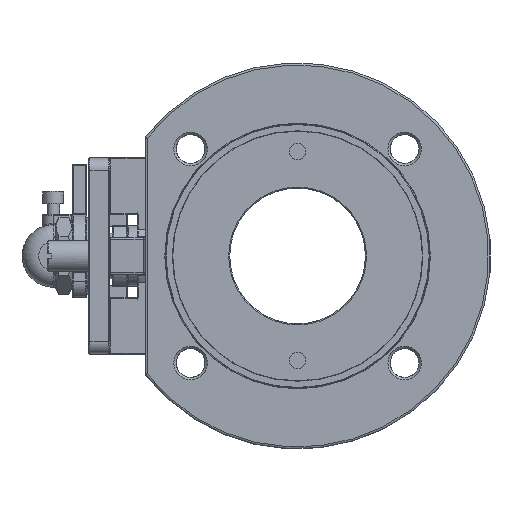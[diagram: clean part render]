
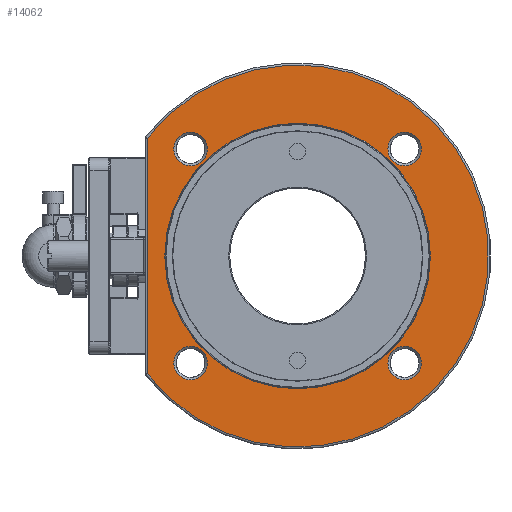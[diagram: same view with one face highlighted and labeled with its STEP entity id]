
A CAD part, left-side view. The second image highlights one B-rep face of the part: STEP entity #14062.
In plain terms, the highlighted planar face has unit normal (-1, 0, 0).
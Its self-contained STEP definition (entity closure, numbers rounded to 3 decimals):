
#1115 = CIRCLE ( 'NONE', #47052, 8. ) ;
#1334 = FACE_BOUND ( 'NONE', #54776, .T. ) ;
#2132 = CARTESIAN_POINT ( 'NONE',  ( -52.5, 72., 56.465 ) ) ;
#2813 = EDGE_CURVE ( 'NONE', #36581, #23782, #54691, .T. ) ;
#3461 = DIRECTION ( 'NONE',  ( 1., 0., 0. ) ) ;
#3954 = CARTESIAN_POINT ( 'NONE',  ( -52.5, -51.265, -43.265 ) ) ;
#6267 = CARTESIAN_POINT ( 'NONE',  ( -52.5, 0., 63.609 ) ) ;
#8027 = DIRECTION ( 'NONE',  ( 0., 0., 1. ) ) ;
#8557 = DIRECTION ( 'NONE',  ( 1., 0., 0. ) ) ;
#9668 = FACE_BOUND ( 'NONE', #41662, .T. ) ;
#10181 = CARTESIAN_POINT ( 'NONE',  ( -52.5, -51.265, 51.265 ) ) ;
#11322 = AXIS2_PLACEMENT_3D ( 'NONE', #13140, #8557, #20923 ) ;
#11818 = EDGE_CURVE ( 'NONE', #44819, #44819, #43065, .T. ) ;
#13140 = CARTESIAN_POINT ( 'NONE',  ( -52.5, -51.265, -51.265 ) ) ;
#14062 = ADVANCED_FACE ( 'NONE', ( #9668, #18578, #53401, #1334, #18890, #53980 ), #14556, .T. ) ;
#14280 = DIRECTION ( 'NONE',  ( 0., 0., 1. ) ) ;
#14323 = DIRECTION ( 'NONE',  ( 0., 0., 1. ) ) ;
#14489 = EDGE_LOOP ( 'NONE', ( #24171 ) ) ;
#14556 = PLANE ( 'NONE',  #25120 ) ;
#15463 = CARTESIAN_POINT ( 'NONE',  ( -52.5, -51.265, 59.265 ) ) ;
#15599 = DIRECTION ( 'NONE',  ( 0., 0., 1. ) ) ;
#15761 = EDGE_LOOP ( 'NONE', ( #49161 ) ) ;
#16429 = EDGE_CURVE ( 'NONE', #23782, #36581, #27810, .T. ) ;
#17155 = VERTEX_POINT ( 'NONE', #3954 ) ;
#17985 = ORIENTED_EDGE ( 'NONE', *, *, #11818, .T. ) ;
#18578 = FACE_OUTER_BOUND ( 'NONE', #39726, .T. ) ;
#18890 = FACE_BOUND ( 'NONE', #46605, .T. ) ;
#20133 = CARTESIAN_POINT ( 'NONE',  ( -52.5, 0., 0. ) ) ;
#20923 = DIRECTION ( 'NONE',  ( 0., 0., 1. ) ) ;
#21018 = CARTESIAN_POINT ( 'NONE',  ( -52.5, 0., 0. ) ) ;
#22315 = AXIS2_PLACEMENT_3D ( 'NONE', #21018, #38581, #56129 ) ;
#22354 = EDGE_CURVE ( 'NONE', #37877, #37877, #1115, .T. ) ;
#23330 = CARTESIAN_POINT ( 'NONE',  ( -52.5, 72., 0. ) ) ;
#23782 = VERTEX_POINT ( 'NONE', #28787 ) ;
#24171 = ORIENTED_EDGE ( 'NONE', *, *, #22354, .T. ) ;
#24668 = CARTESIAN_POINT ( 'NONE',  ( -52.5, 51.265, 59.265 ) ) ;
#25120 = AXIS2_PLACEMENT_3D ( 'NONE', #44763, #49374, #14280 ) ;
#25662 = ORIENTED_EDGE ( 'NONE', *, *, #27681, .T. ) ;
#26131 = ORIENTED_EDGE ( 'NONE', *, *, #16429, .T. ) ;
#26199 = CIRCLE ( 'NONE', #33532, 8. ) ;
#27681 = EDGE_CURVE ( 'NONE', #55437, #55437, #41843, .T. ) ;
#27810 = CIRCLE ( 'NONE', #22315, 91.5 ) ;
#28787 = CARTESIAN_POINT ( 'NONE',  ( -52.5, 72., -56.465 ) ) ;
#29093 = VECTOR ( 'NONE', #50358, 1000. ) ;
#30651 = EDGE_CURVE ( 'NONE', #17155, #17155, #55571, .T. ) ;
#31148 = AXIS2_PLACEMENT_3D ( 'NONE', #20133, #3461, #8027 ) ;
#33532 = AXIS2_PLACEMENT_3D ( 'NONE', #36193, #53758, #14323 ) ;
#36193 = CARTESIAN_POINT ( 'NONE',  ( -52.5, 51.265, -51.265 ) ) ;
#36581 = VERTEX_POINT ( 'NONE', #2132 ) ;
#36919 = DIRECTION ( 'NONE',  ( 1., 0., 0. ) ) ;
#37877 = VERTEX_POINT ( 'NONE', #24668 ) ;
#38072 = ORIENTED_EDGE ( 'NONE', *, *, #30651, .T. ) ;
#38178 = CARTESIAN_POINT ( 'NONE',  ( -52.5, 51.265, -43.265 ) ) ;
#38581 = DIRECTION ( 'NONE',  ( -1., 0., 0. ) ) ;
#39726 = EDGE_LOOP ( 'NONE', ( #26131, #56902 ) ) ;
#41001 = DIRECTION ( 'NONE',  ( 0., 0., 1. ) ) ;
#41662 = EDGE_LOOP ( 'NONE', ( #17985 ) ) ;
#41843 = CIRCLE ( 'NONE', #56570, 8. ) ;
#42472 = VERTEX_POINT ( 'NONE', #38178 ) ;
#43065 = CIRCLE ( 'NONE', #31148, 63.609 ) ;
#44419 = EDGE_CURVE ( 'NONE', #42472, #42472, #26199, .T. ) ;
#44763 = CARTESIAN_POINT ( 'NONE',  ( -52.5, 92.5, 0. ) ) ;
#44819 = VERTEX_POINT ( 'NONE', #6267 ) ;
#46605 = EDGE_LOOP ( 'NONE', ( #38072 ) ) ;
#47052 = AXIS2_PLACEMENT_3D ( 'NONE', #49580, #36919, #15599 ) ;
#49161 = ORIENTED_EDGE ( 'NONE', *, *, #44419, .T. ) ;
#49374 = DIRECTION ( 'NONE',  ( -1., 0., 0. ) ) ;
#49580 = CARTESIAN_POINT ( 'NONE',  ( -52.5, 51.265, 51.265 ) ) ;
#50358 = DIRECTION ( 'NONE',  ( 0., 0., -1. ) ) ;
#53401 = FACE_BOUND ( 'NONE', #14489, .T. ) ;
#53672 = DIRECTION ( 'NONE',  ( 1., 0., 0. ) ) ;
#53758 = DIRECTION ( 'NONE',  ( 1., 0., 0. ) ) ;
#53980 = FACE_BOUND ( 'NONE', #15761, .T. ) ;
#54691 = LINE ( 'NONE', #23330, #29093 ) ;
#54776 = EDGE_LOOP ( 'NONE', ( #25662 ) ) ;
#55437 = VERTEX_POINT ( 'NONE', #15463 ) ;
#55571 = CIRCLE ( 'NONE', #11322, 8. ) ;
#56129 = DIRECTION ( 'NONE',  ( 0., 0., 1. ) ) ;
#56570 = AXIS2_PLACEMENT_3D ( 'NONE', #10181, #53672, #41001 ) ;
#56902 = ORIENTED_EDGE ( 'NONE', *, *, #2813, .T. ) ;
